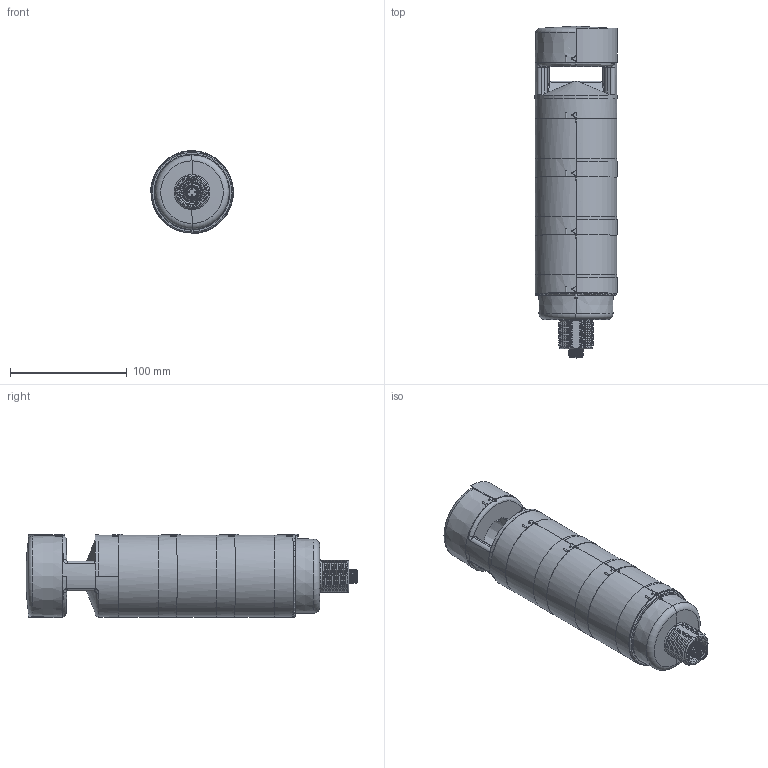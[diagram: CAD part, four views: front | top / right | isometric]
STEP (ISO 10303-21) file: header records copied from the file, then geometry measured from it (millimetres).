
FILE_DESCRIPTION((''),'2;1');
FILE_NAME('198995_ASM','2017-03-10T',('pdmadmin'),('BANNER ENGINEERING'),'CREO PARAMETRIC BY PTC INC, 2016260','CREO PARAMETRIC BY PTC INC, 2016260','');
FILE_SCHEMA(('CONFIG_CONTROL_DESIGN'));
Length unit declared in the file: millimetre
Products named in the file (8): 180077; 180482; 08427; 183492; 183493; 192654; 192655; 198995_ASM
Assembly tree (11 placements, depth 2):
  198995_ASM
    180077
    180482
    08427
    183492  x3
    183493  x3
    192654
    192655
Bounding box: 71 x 284.2 x 71.25 mm (x, y, z)
Volume: 261272.5 mm3; surface area: 193080.5 mm2
Topology: 11 solids, 16 shells, 2923 faces, 7025 edges, 4167 vertices
Faces by surface type: bspline 905, cylinder 802, plane 524, torus 304, cone 235, sphere 153
Entity records: 99041 total; most frequent: CARTESIAN_POINT 62182, ORIENTED_EDGE 8382, DIRECTION 6742, EDGE_CURVE 4197, AXIS2_PLACEMENT_3D 2819, VERTEX_POINT 2517, EDGE_LOOP 1825, FACE_OUTER_BOUND 1741
